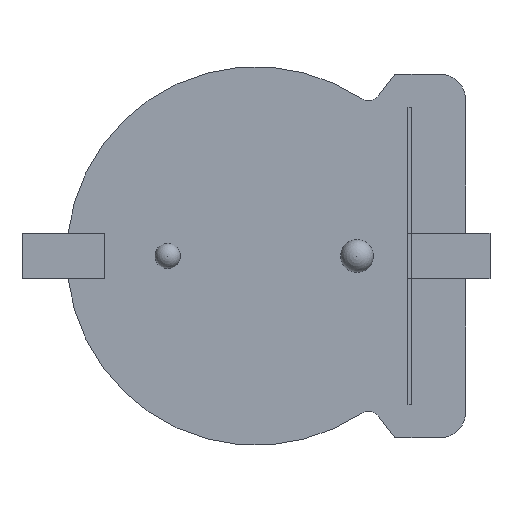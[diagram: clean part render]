
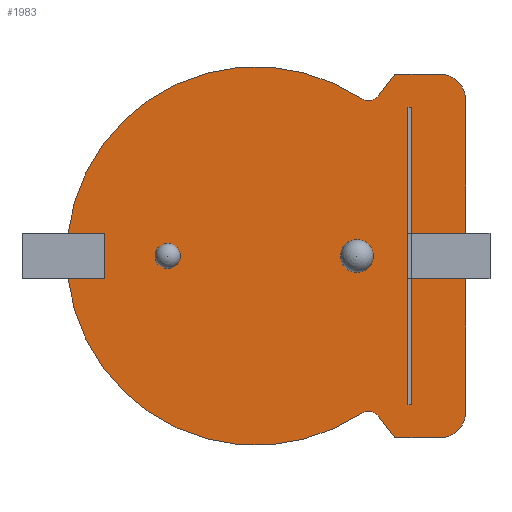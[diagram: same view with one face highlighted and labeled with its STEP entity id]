
A CAD part, front view. The second image highlights one B-rep face of the part: STEP entity #1983.
In plain terms, the highlighted planar face has unit normal (0, -1, 0).
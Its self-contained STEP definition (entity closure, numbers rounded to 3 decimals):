
#34=FACE_BOUND('',#243,.T.);
#35=FACE_BOUND('',#244,.T.);
#58=CIRCLE('',#2115,1.);
#59=CIRCLE('',#2118,0.5);
#60=CIRCLE('',#2119,7.5);
#61=CIRCLE('',#2120,7.5);
#62=CIRCLE('',#2121,0.5);
#63=CIRCLE('',#2122,1.);
#64=CIRCLE('',#2123,0.65);
#65=CIRCLE('',#2124,0.5);
#133=FACE_OUTER_BOUND('',#242,.T.);
#242=EDGE_LOOP('',(#1442,#1443,#1444,#1445,#1446,#1447,#1448,#1449,#1450,
#1451,#1452,#1453,#1454,#1455,#1456,#1457,#1458,#1459,#1460,#1461,#1462,
#1463));
#243=EDGE_LOOP('',(#1464));
#244=EDGE_LOOP('',(#1465));
#397=LINE('',#2908,#636);
#402=LINE('',#2923,#641);
#405=LINE('',#2929,#644);
#406=LINE('',#2931,#645);
#407=LINE('',#2936,#646);
#408=LINE('',#2938,#647);
#409=LINE('',#2944,#648);
#410=LINE('',#2946,#649);
#411=LINE('',#2950,#650);
#412=LINE('',#2952,#651);
#413=LINE('',#2954,#652);
#414=LINE('',#2956,#653);
#415=LINE('',#2958,#654);
#416=LINE('',#2960,#655);
#417=LINE('',#2962,#656);
#418=LINE('',#2963,#657);
#636=VECTOR('',#2367,10.);
#641=VECTOR('',#2380,10.);
#644=VECTOR('',#2385,10.);
#645=VECTOR('',#2386,10.);
#646=VECTOR('',#2391,10.);
#647=VECTOR('',#2392,10.);
#648=VECTOR('',#2397,10.);
#649=VECTOR('',#2398,10.);
#650=VECTOR('',#2401,10.);
#651=VECTOR('',#2402,10.);
#652=VECTOR('',#2403,10.);
#653=VECTOR('',#2404,10.);
#654=VECTOR('',#2405,10.);
#655=VECTOR('',#2406,10.);
#656=VECTOR('',#2407,10.);
#657=VECTOR('',#2408,10.);
#854=VERTEX_POINT('',#2905);
#855=VERTEX_POINT('',#2907);
#859=VERTEX_POINT('',#2916);
#860=VERTEX_POINT('',#2918);
#861=VERTEX_POINT('',#2922);
#863=VERTEX_POINT('',#2928);
#864=VERTEX_POINT('',#2930);
#865=VERTEX_POINT('',#2932);
#866=VERTEX_POINT('',#2935);
#867=VERTEX_POINT('',#2937);
#868=VERTEX_POINT('',#2939);
#869=VERTEX_POINT('',#2941);
#870=VERTEX_POINT('',#2943);
#871=VERTEX_POINT('',#2945);
#872=VERTEX_POINT('',#2947);
#873=VERTEX_POINT('',#2949);
#874=VERTEX_POINT('',#2951);
#875=VERTEX_POINT('',#2953);
#876=VERTEX_POINT('',#2955);
#877=VERTEX_POINT('',#2957);
#878=VERTEX_POINT('',#2959);
#879=VERTEX_POINT('',#2961);
#880=VERTEX_POINT('',#2964);
#881=VERTEX_POINT('',#2966);
#1073=EDGE_CURVE('',#854,#855,#397,.T.);
#1078=EDGE_CURVE('',#859,#860,#58,.T.);
#1080=EDGE_CURVE('',#861,#860,#402,.T.);
#1083=EDGE_CURVE('',#859,#863,#405,.T.);
#1084=EDGE_CURVE('',#863,#864,#406,.T.);
#1085=EDGE_CURVE('',#865,#864,#59,.T.);
#1086=EDGE_CURVE('',#855,#865,#60,.T.);
#1087=EDGE_CURVE('',#866,#854,#407,.T.);
#1088=EDGE_CURVE('',#867,#866,#408,.T.);
#1089=EDGE_CURVE('',#868,#867,#61,.T.);
#1090=EDGE_CURVE('',#869,#868,#62,.T.);
#1091=EDGE_CURVE('',#870,#869,#409,.T.);
#1092=EDGE_CURVE('',#870,#871,#410,.T.);
#1093=EDGE_CURVE('',#872,#871,#63,.T.);
#1094=EDGE_CURVE('',#872,#873,#411,.T.);
#1095=EDGE_CURVE('',#873,#874,#412,.T.);
#1096=EDGE_CURVE('',#874,#875,#413,.T.);
#1097=EDGE_CURVE('',#876,#875,#414,.T.);
#1098=EDGE_CURVE('',#877,#876,#415,.T.);
#1099=EDGE_CURVE('',#877,#878,#416,.T.);
#1100=EDGE_CURVE('',#878,#879,#417,.T.);
#1101=EDGE_CURVE('',#861,#879,#418,.T.);
#1102=EDGE_CURVE('',#880,#880,#64,.T.);
#1103=EDGE_CURVE('',#881,#881,#65,.T.);
#1442=ORIENTED_EDGE('',*,*,#1078,.F.);
#1443=ORIENTED_EDGE('',*,*,#1083,.T.);
#1444=ORIENTED_EDGE('',*,*,#1084,.T.);
#1445=ORIENTED_EDGE('',*,*,#1085,.F.);
#1446=ORIENTED_EDGE('',*,*,#1086,.F.);
#1447=ORIENTED_EDGE('',*,*,#1073,.F.);
#1448=ORIENTED_EDGE('',*,*,#1087,.F.);
#1449=ORIENTED_EDGE('',*,*,#1088,.F.);
#1450=ORIENTED_EDGE('',*,*,#1089,.F.);
#1451=ORIENTED_EDGE('',*,*,#1090,.F.);
#1452=ORIENTED_EDGE('',*,*,#1091,.F.);
#1453=ORIENTED_EDGE('',*,*,#1092,.T.);
#1454=ORIENTED_EDGE('',*,*,#1093,.F.);
#1455=ORIENTED_EDGE('',*,*,#1094,.T.);
#1456=ORIENTED_EDGE('',*,*,#1095,.T.);
#1457=ORIENTED_EDGE('',*,*,#1096,.T.);
#1458=ORIENTED_EDGE('',*,*,#1097,.F.);
#1459=ORIENTED_EDGE('',*,*,#1098,.F.);
#1460=ORIENTED_EDGE('',*,*,#1099,.T.);
#1461=ORIENTED_EDGE('',*,*,#1100,.T.);
#1462=ORIENTED_EDGE('',*,*,#1101,.F.);
#1463=ORIENTED_EDGE('',*,*,#1080,.T.);
#1464=ORIENTED_EDGE('',*,*,#1102,.T.);
#1465=ORIENTED_EDGE('',*,*,#1103,.T.);
#1893=PLANE('',#2117);
#1983=ADVANCED_FACE('',(#133,#34,#35),#1893,.F.);
#2115=AXIS2_PLACEMENT_3D('',#2919,#2375,#2376);
#2117=AXIS2_PLACEMENT_3D('',#2927,#2383,#2384);
#2118=AXIS2_PLACEMENT_3D('',#2933,#2387,#2388);
#2119=AXIS2_PLACEMENT_3D('',#2934,#2389,#2390);
#2120=AXIS2_PLACEMENT_3D('',#2940,#2393,#2394);
#2121=AXIS2_PLACEMENT_3D('',#2942,#2395,#2396);
#2122=AXIS2_PLACEMENT_3D('',#2948,#2399,#2400);
#2123=AXIS2_PLACEMENT_3D('',#2965,#2409,#2410);
#2124=AXIS2_PLACEMENT_3D('',#2967,#2411,#2412);
#2367=DIRECTION('',(-1.,0.,0.));
#2375=DIRECTION('center_axis',(0.,1.,0.));
#2376=DIRECTION('ref_axis',(0.707,0.,0.707));
#2380=DIRECTION('',(0.,0.,1.));
#2383=DIRECTION('center_axis',(0.,1.,0.));
#2384=DIRECTION('ref_axis',(1.,0.,0.));
#2385=DIRECTION('',(-1.,0.,0.));
#2386=DIRECTION('',(-0.607,0.,-0.795));
#2387=DIRECTION('center_axis',(0.,-1.,0.));
#2388=DIRECTION('ref_axis',(0.164,0.,-0.987));
#2389=DIRECTION('center_axis',(0.,1.,0.));
#2390=DIRECTION('ref_axis',(1.,0.,0.));
#2391=DIRECTION('',(0.,0.,1.));
#2392=DIRECTION('',(1.,0.,0.));
#2393=DIRECTION('center_axis',(0.,1.,0.));
#2394=DIRECTION('ref_axis',(1.,0.,0.));
#2395=DIRECTION('center_axis',(0.,-1.,0.));
#2396=DIRECTION('ref_axis',(0.164,0.,0.987));
#2397=DIRECTION('',(-0.607,0.,0.795));
#2398=DIRECTION('',(1.,0.,0.));
#2399=DIRECTION('center_axis',(0.,1.,0.));
#2400=DIRECTION('ref_axis',(0.707,0.,-0.707));
#2401=DIRECTION('',(0.,0.,1.));
#2402=DIRECTION('',(-1.,0.,0.));
#2403=DIRECTION('',(0.,0.,-1.));
#2404=DIRECTION('',(1.,0.,0.));
#2405=DIRECTION('',(0.,0.,-1.));
#2406=DIRECTION('',(1.,0.,0.));
#2407=DIRECTION('',(0.,0.,-1.));
#2408=DIRECTION('',(-1.,0.,0.));
#2409=DIRECTION('center_axis',(0.,1.,0.));
#2410=DIRECTION('ref_axis',(1.,0.,0.));
#2411=DIRECTION('center_axis',(0.,1.,0.));
#2412=DIRECTION('ref_axis',(1.,0.,0.));
#2905=CARTESIAN_POINT('',(-6.02,0.,0.9));
#2907=CARTESIAN_POINT('',(-7.446,0.,0.9));
#2908=CARTESIAN_POINT('',(-6.02,0.,0.9));
#2916=CARTESIAN_POINT('',(7.3,0.,7.2));
#2918=CARTESIAN_POINT('',(8.3,0.,6.2));
#2919=CARTESIAN_POINT('Origin',(7.3,0.,6.2));
#2922=CARTESIAN_POINT('',(8.3,0.,0.9));
#2923=CARTESIAN_POINT('',(8.3,0.,-7.2));
#2927=CARTESIAN_POINT('Origin',(0.427,0.,0.));
#2928=CARTESIAN_POINT('',(5.5,0.,7.2));
#2929=CARTESIAN_POINT('',(7.5,0.,7.2));
#2930=CARTESIAN_POINT('',(4.847,0.,6.345));
#2931=CARTESIAN_POINT('',(5.5,0.,7.2));
#2932=CARTESIAN_POINT('',(4.171,0.,6.233));
#2933=CARTESIAN_POINT('Origin',(4.449,0.,6.648));
#2934=CARTESIAN_POINT('Origin',(0.,0.,0.));
#2935=CARTESIAN_POINT('',(-6.02,0.,-0.9));
#2936=CARTESIAN_POINT('',(-6.02,0.,-0.9));
#2937=CARTESIAN_POINT('',(-7.446,0.,-0.9));
#2938=CARTESIAN_POINT('',(-9.27,0.,-0.9));
#2939=CARTESIAN_POINT('',(4.171,0.,-6.233));
#2940=CARTESIAN_POINT('Origin',(0.,0.,0.));
#2941=CARTESIAN_POINT('',(4.847,0.,-6.345));
#2942=CARTESIAN_POINT('Origin',(4.449,0.,-6.648));
#2943=CARTESIAN_POINT('',(5.5,0.,-7.2));
#2944=CARTESIAN_POINT('',(5.5,0.,-7.2));
#2945=CARTESIAN_POINT('',(7.3,0.,-7.2));
#2946=CARTESIAN_POINT('',(7.5,0.,-7.2));
#2947=CARTESIAN_POINT('',(8.3,0.,-6.2));
#2948=CARTESIAN_POINT('Origin',(7.3,0.,-6.2));
#2949=CARTESIAN_POINT('',(8.3,0.,-0.9));
#2950=CARTESIAN_POINT('',(8.3,0.,-7.2));
#2951=CARTESIAN_POINT('',(6.17,0.,-0.9));
#2952=CARTESIAN_POINT('',(9.27,0.,-0.9));
#2953=CARTESIAN_POINT('',(6.17,0.,-5.9));
#2954=CARTESIAN_POINT('',(6.17,0.,5.9));
#2955=CARTESIAN_POINT('',(6.02,0.,-5.9));
#2956=CARTESIAN_POINT('',(6.02,0.,-5.9));
#2957=CARTESIAN_POINT('',(6.02,0.,5.9));
#2958=CARTESIAN_POINT('',(6.02,0.,5.9));
#2959=CARTESIAN_POINT('',(6.17,0.,5.9));
#2960=CARTESIAN_POINT('',(6.02,0.,5.9));
#2961=CARTESIAN_POINT('',(6.17,0.,0.9));
#2962=CARTESIAN_POINT('',(6.17,0.,5.9));
#2963=CARTESIAN_POINT('',(9.27,0.,0.9));
#2964=CARTESIAN_POINT('',(3.35,0.,0.));
#2965=CARTESIAN_POINT('Origin',(4.,0.,0.));
#2966=CARTESIAN_POINT('',(-4.,0.,0.));
#2967=CARTESIAN_POINT('Origin',(-3.5,0.,0.));
